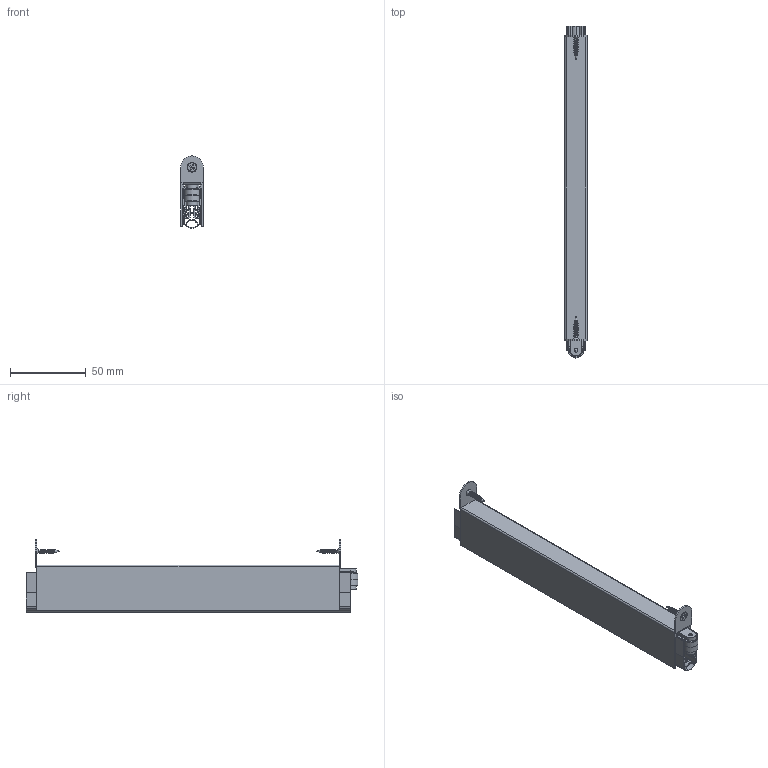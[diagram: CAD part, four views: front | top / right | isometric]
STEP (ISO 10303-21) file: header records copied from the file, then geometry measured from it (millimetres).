
FILE_DESCRIPTION(/* description */ ('Unknown'),/* implementation_level */ '2;1');
FILE_NAME(/* name */ '1-946_SchallEx-L1530WSPivot_3D',/* time_stamp */ '2021-06-08T10:52:19+02:00',/* author */ ('Unknown'),/* organization */ ('Unknown'),/* preprocessor_version */ 'ST-DEVELOPER v16.7',/* originating_system */ 'Solid Edge',/* authorisation */ 'Unknown');
FILE_SCHEMA (('AUTOMOTIVE_DESIGN {1 0 10303 214 3 1 1}'));
Length unit declared in the file: millimetre
Products named in the file (14): 26680_Bodendichtung; AP_538_958mm_oa_0; 13422_oa_1; AP_585_960mm_oa_2; AW_061; 3mm Schraube x 16; Art.Nr.1512; AJ_392; Art.Nr.3411_din_en_iso_8740_2_5x12; Art.Nr.4311_SKFbis17_623-2Z-SKF; 35091_Etikett_3D__Schall-Ex_L-15_30_WS_Pivot; 26541_Etikett_Athmer_klein_kurz; 31110_Athmer_Logo__ab_2021_; 35092_Text__Schall-Ex_L-15_30_WS_Pivot
Assembly tree (16 placements, depth 3):
  26680_Bodendichtung
    AP_538_958mm_oa_0
    13422_oa_1
    AP_585_960mm_oa_2
    AW_061  x2
    3mm Schraube x 16  x2
    Art.Nr.1512
      AJ_392
      Art.Nr.3411_din_en_iso_8740_2_5x12
      Art.Nr.4311_SKFbis17_623-2Z-SKF  x2
    35091_Etikett_3D__Schall-Ex_L-15_30_WS_Pivot
      26541_Etikett_Athmer_klein_kurz
      31110_Athmer_Logo__ab_2021_
      35092_Text__Schall-Ex_L-15_30_WS_Pivot
Bounding box: 15.2 x 219.25 x 47.78 mm (x, y, z)
Volume: 45302.9 mm3; surface area: 96817.9 mm2
Topology: 41 solids, 41 shells, 737 faces, 1915 edges, 1276 vertices
Faces by surface type: plane 524, cylinder 99, bspline 95, cone 13, torus 4, sphere 2
Full cylindrical faces by diameter (mm): 0.2 x2, 2.5 x2, 3 x2, 4.1 x4, 4.134 x1, 6.132 x2, 8.5 x4, 10 x2
Entity records: 25305 total; most frequent: CARTESIAN_POINT 9001, ORIENTED_EDGE 3448, DIRECTION 2687, EDGE_CURVE 1724, VERTEX_POINT 1163, LINE 1099, VECTOR 1099, AXIS2_PLACEMENT_3D 794
